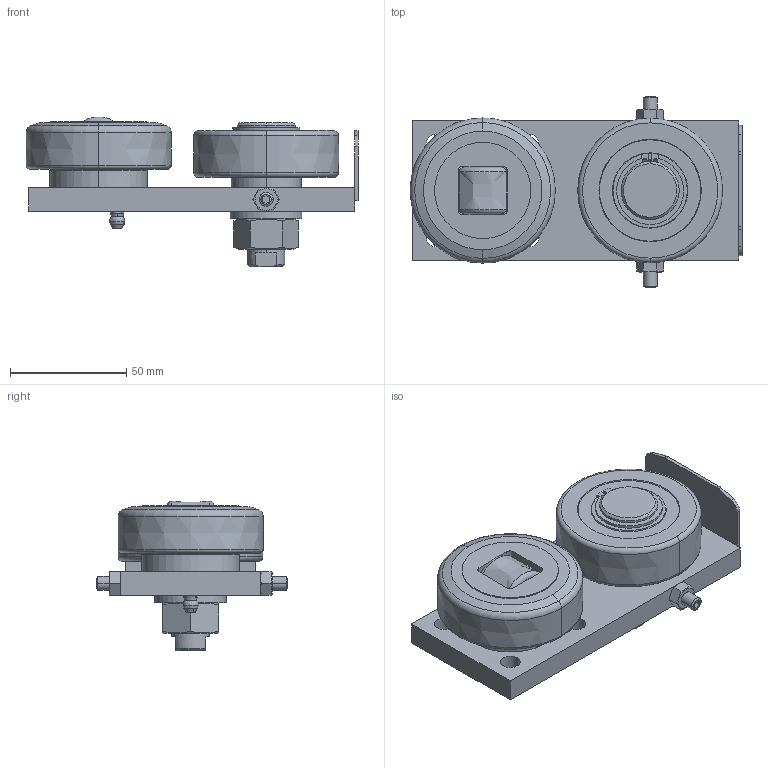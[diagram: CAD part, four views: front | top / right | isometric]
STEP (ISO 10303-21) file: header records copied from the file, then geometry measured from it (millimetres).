
FILE_DESCRIPTION(('STEP AP214'),'1');
FILE_NAME('jc_4_054_d_0.stp','2021-04-02T11:58:56',('TraceParts'),('TraceParts S.A.'),'Spatial InterOp 3D',' ',' ');
FILE_SCHEMA(('AUTOMOTIVE_DESIGN { 1 0 10303 214 1 1 1 1 }'));
Length unit declared in the file: millimetre
Products named in the file (1): jc_4_054_d_0_1
Bounding box: 142.75 x 82 x 64.39 mm (x, y, z)
Volume: 226427.5 mm3; surface area: 50003.5 mm2
Topology: 2 solids, 2 shells, 261 faces, 634 edges, 403 vertices
Faces by surface type: plane 111, cylinder 69, cone 62, torus 12, bspline 5, sphere 2
Entity records: 10446 total; most frequent: CARTESIAN_POINT 2128, DIRECTION 1353, ORIENTED_EDGE 1260, EDGE_CURVE 630, AXIS2_PLACEMENT_3D 537, VERTEX_POINT 403, EDGE_LOOP 305, LINE 279
